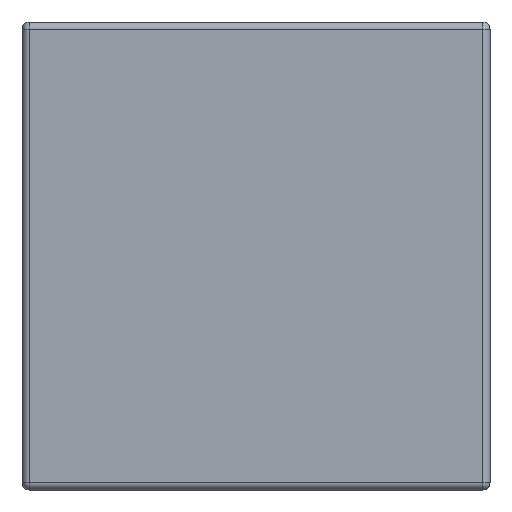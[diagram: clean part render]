
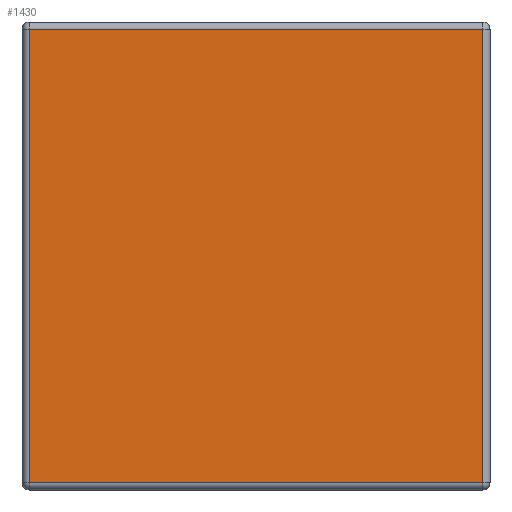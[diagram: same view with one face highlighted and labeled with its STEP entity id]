
A CAD part, left-side view. The second image highlights one B-rep face of the part: STEP entity #1430.
In plain terms, the highlighted planar face has unit normal (-1, 0, 0).
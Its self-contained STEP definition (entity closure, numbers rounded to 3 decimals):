
#149 = DIRECTION ( 'NONE',  ( 0., 0., -1. ) ) ;
#303 = DIRECTION ( 'NONE',  ( 1., 0., 0. ) ) ;
#334 = EDGE_LOOP ( 'NONE', ( #1626, #1245, #917, #795 ) ) ;
#335 = CARTESIAN_POINT ( 'NONE',  ( -1.6, -0.775, 1.575 ) ) ;
#346 = CARTESIAN_POINT ( 'NONE',  ( -1.6, -0.775, 1.6 ) ) ;
#381 = EDGE_CURVE ( 'NONE', #1507, #1657, #874, .T. ) ;
#418 = VERTEX_POINT ( 'NONE', #1726 ) ;
#423 = LINE ( 'NONE', #778, #728 ) ;
#431 = CARTESIAN_POINT ( 'NONE',  ( -1.6, 0.8, 1.575 ) ) ;
#540 = EDGE_CURVE ( 'NONE', #418, #580, #767, .T. ) ;
#580 = VERTEX_POINT ( 'NONE', #335 ) ;
#583 = DIRECTION ( 'NONE',  ( 0., 1., 0. ) ) ;
#624 = DIRECTION ( 'NONE',  ( 0., 0., 1. ) ) ;
#724 = VECTOR ( 'NONE', #624, 1000. ) ;
#728 = VECTOR ( 'NONE', #1060, 1000. ) ;
#767 = LINE ( 'NONE', #346, #724 ) ;
#778 = CARTESIAN_POINT ( 'NONE',  ( -1.6, 0.8, 0.025 ) ) ;
#795 = ORIENTED_EDGE ( 'NONE', *, *, #540, .T. ) ;
#845 = CARTESIAN_POINT ( 'NONE',  ( -1.6, 0.775, 0.025 ) ) ;
#869 = EDGE_CURVE ( 'NONE', #580, #1507, #1120, .T. ) ;
#874 = LINE ( 'NONE', #1832, #925 ) ;
#917 = ORIENTED_EDGE ( 'NONE', *, *, #1133, .T. ) ;
#925 = VECTOR ( 'NONE', #149, 1000. ) ;
#1005 = PLANE ( 'NONE',  #1295 ) ;
#1060 = DIRECTION ( 'NONE',  ( 0., -1., 0. ) ) ;
#1120 = LINE ( 'NONE', #431, #1825 ) ;
#1133 = EDGE_CURVE ( 'NONE', #1657, #418, #423, .T. ) ;
#1144 = FACE_OUTER_BOUND ( 'NONE', #334, .T. ) ;
#1245 = ORIENTED_EDGE ( 'NONE', *, *, #381, .T. ) ;
#1295 = AXIS2_PLACEMENT_3D ( 'NONE', #1575, #303, #583 ) ;
#1430 = ADVANCED_FACE ( 'NONE', ( #1144 ), #1005, .F. ) ;
#1446 = CARTESIAN_POINT ( 'NONE',  ( -1.6, 0.775, 1.575 ) ) ;
#1507 = VERTEX_POINT ( 'NONE', #1446 ) ;
#1575 = CARTESIAN_POINT ( 'NONE',  ( -1.6, 0.8, 1.6 ) ) ;
#1626 = ORIENTED_EDGE ( 'NONE', *, *, #869, .T. ) ;
#1657 = VERTEX_POINT ( 'NONE', #845 ) ;
#1726 = CARTESIAN_POINT ( 'NONE',  ( -1.6, -0.775, 0.025 ) ) ;
#1825 = VECTOR ( 'NONE', #1834, 1000. ) ;
#1832 = CARTESIAN_POINT ( 'NONE',  ( -1.6, 0.775, 1.6 ) ) ;
#1834 = DIRECTION ( 'NONE',  ( 0., 1., 0. ) ) ;
